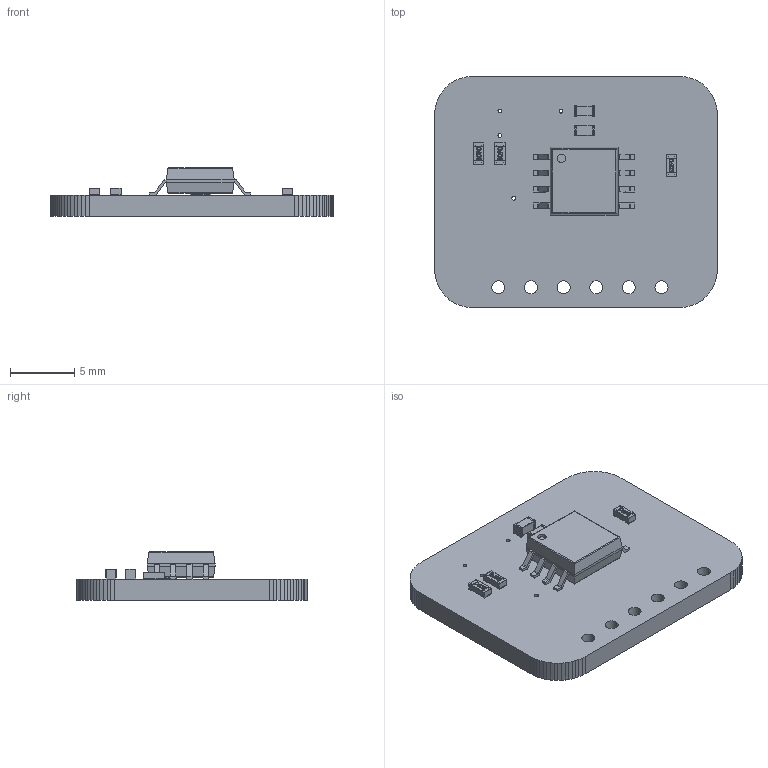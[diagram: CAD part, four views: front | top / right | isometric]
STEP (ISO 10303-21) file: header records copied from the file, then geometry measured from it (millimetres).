
FILE_DESCRIPTION(('PCB Model'),'2;1');
FILE_NAME('EVE flash W25X40CLZPIG-ND.STEP', '2021-09-22T08:31:00',('pritesh'),('Unspecified'), 'Open CASCADE STEP processor 6.8','Proteus','Unknown');
FILE_SCHEMA(('AUTOMOTIVE_DESIGN { 1 0 10303 214 1 1 1 1 }'));
Length unit declared in the file: millimetre
Products named in the file (35): Open CASCADE STEP translator 6.8 1; Layer_1; U10; Open CASCADE STEP translator 6.8 1.2.1; Body_1; =>[0:1:1:2]; =>[0:1:1:3]; SOLID; C1; Open CASCADE STEP translator 6.8 1.3.1; Part_3; Part_2; Part_1; C2; Open CASCADE STEP translator 6.8 1.4.1; R12; Open CASCADE STEP translator 6.8 1.5.1; =>[0:1:1:4]; =>[0:1:1:5]; =>[0:1:1:6]; R13; Open CASCADE STEP translator 6.8 1.6.1; R14; Open CASCADE STEP translator 6.8 1.7.1
Assembly tree (39 placements, depth 6):
  Open CASCADE STEP translator 6.8 1
    Layer_1
    U10
      Open CASCADE STEP translator 6.8 1.2.1
        Body_1
          =>[0:1:1:2]
          =>[0:1:1:3]
            SOLID
            SOLID
            SOLID
            SOLID
            SOLID
            SOLID
            SOLID
            SOLID
    C1
      Open CASCADE STEP translator 6.8 1.3.1
        Body_1
          Part_3
          Part_2
          Part_1
    C2
      Open CASCADE STEP translator 6.8 1.4.1
        Body_1
          Part_3
          Part_2
          Part_1
    R12
      Open CASCADE STEP translator 6.8 1.5.1
        Body_1
          =>[0:1:1:3]
          =>[0:1:1:4]
          =>[0:1:1:5]
          =>[0:1:1:6]
    R13
      Open CASCADE STEP translator 6.8 1.6.1
        Body_1
          =>[0:1:1:3]
          =>[0:1:1:4]
          =>[0:1:1:5]
          =>[0:1:1:6]
    R14
      Open CASCADE STEP translator 6.8 1.7.1
        Body_1
          =>[0:1:1:3]
          =>[0:1:1:4]
          =>[0:1:1:5]
          =>[0:1:1:6]
Bounding box: 22 x 18 x 3.8 mm (x, y, z)
Volume: 687.5 mm3; surface area: 1087.4 mm2
Topology: 28 solids, 28 shells, 593 faces, 1497 edges, 966 vertices
Faces by surface type: plane 360, bspline 123, cylinder 94, sphere 16
Entity records: 15357 total; most frequent: CARTESIAN_POINT 4820, ORIENTED_EDGE 1822, DIRECTION 1674, EDGE_CURVE 911, LINE 678, VECTOR 678, VERTEX_POINT 594, AXIS2_PLACEMENT_3D 498
